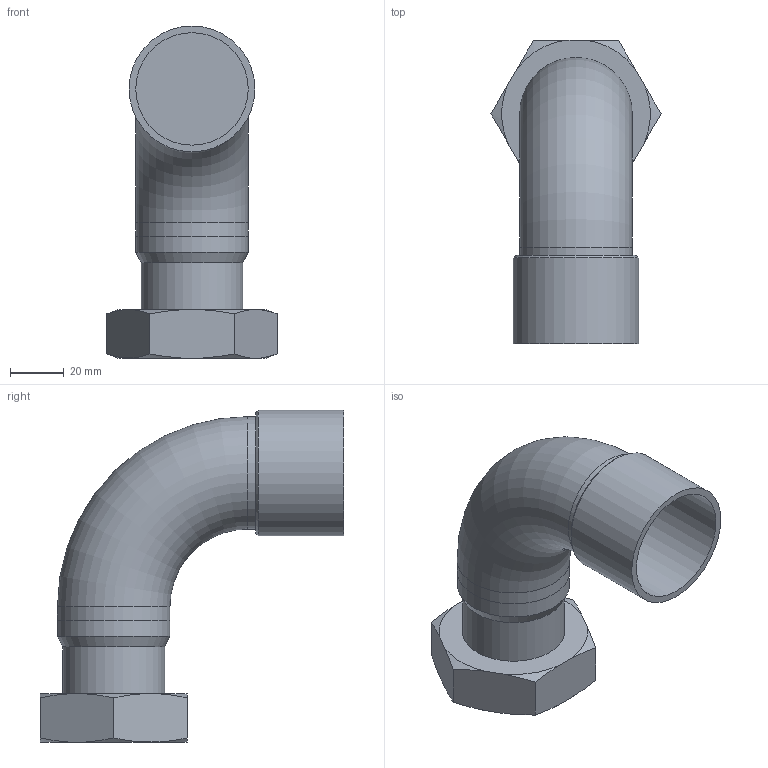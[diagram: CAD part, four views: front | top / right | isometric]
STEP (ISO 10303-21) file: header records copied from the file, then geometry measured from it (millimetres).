
FILE_DESCRIPTION(/* description */ ('Unknown'),/* implementation_level */ '2;1');
FILE_NAME(/* name */ 'F35R11-2DN42',/* time_stamp */ '2017-05-05T09:24:17+02:00',/* author */ ('Unknown'),/* organization */ ('Unknown'),/* preprocessor_version */ 'ST-DEVELOPER v16',/* originating_system */ 'DEX',/* authorisation */ $);
FILE_SCHEMA (('AUTOMOTIVE_DESIGN {1 0 10303 214 3 1 1}'));
Length unit declared in the file: millimetre
Products named in the file (4): F35R11-2DN42; COD90MHDN42corteGEN; LOCA11-2_42; TUERCA11-2_42
Assembly tree (3 placements, depth 2):
  F35R11-2DN42
    COD90MHDN42corteGEN
    LOCA11-2_42
    TUERCA11-2_42
Bounding box: 63.51 x 113.51 x 124 mm (x, y, z)
Volume: 163786.8 mm3; surface area: 42877.7 mm2
Topology: 3 solids, 3 shells, 50 faces, 112 edges, 73 vertices
Faces by surface type: plane 17, cone 17, cylinder 14, torus 2
Full cylindrical faces by diameter (mm): 34 x1, 35 x1, 37 x1, 38 x1, 38.2 x1, 39 x1, 42 x4, 44.845 x2, 44.9 x1, 47 x1
Entity records: 2255 total; most frequent: CARTESIAN_POINT 996, DIRECTION 210, ORIENTED_EDGE 168, AXIS2_PLACEMENT_3D 96, EDGE_CURVE 84, EDGE_LOOP 80, FACE_BOUND 80, VERTEX_POINT 66
